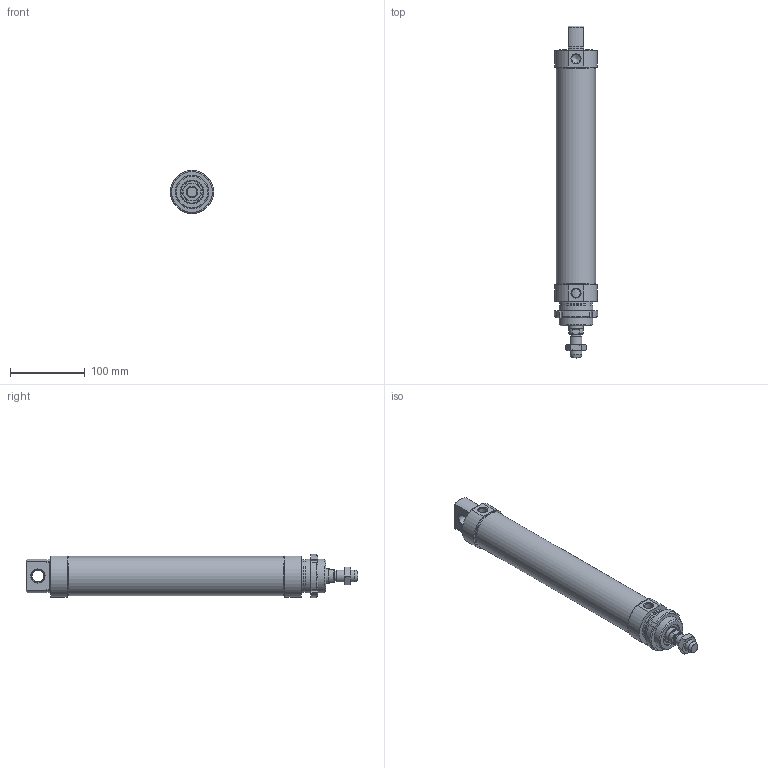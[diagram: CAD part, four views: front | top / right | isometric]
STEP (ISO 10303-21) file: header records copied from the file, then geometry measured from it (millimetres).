
FILE_DESCRIPTION(/* description */ (''),/* implementation_level */ '2;1');
FILE_NAME(/* name */ 'ODM050.250.GS.M.stp',/* time_stamp */ '2019-09-20T16:37:47+02:00',/* author */ ('carlo.corazza'),/* organization */ (''),/* preprocessor_version */ 'ST-DEVELOPER v16.5',/* originating_system */ 'Autodesk Inventor 2017',/* authorisation */ '');
FILE_SCHEMA (('AUTOMOTIVE_DESIGN { 1 0 10303 214 3 1 1 }'));
Length unit declared in the file: millimetre
Products named in the file (7): ODM050.250.GS.M; 29.2016.000.0; CORPO-250; GHI050.063; STELO-250; TA; TP
Assembly tree (6 placements, depth 2):
  ODM050.250.GS.M
    29.2016.000.0
    CORPO-250
    GHI050.063
    STELO-250
    TA
    TP
Bounding box: 58 x 445 x 58 mm (x, y, z)
Volume: 349612 mm3; surface area: 158583.4 mm2
Topology: 6 solids, 6 shells, 173 faces, 402 edges, 257 vertices
Faces by surface type: plane 69, cone 54, cylinder 40, torus 10
Full cylindrical faces by diameter (mm): 5 x1, 11.445 x2, 12 x1, 13.5 x1, 14.376 x1, 16 x1, 17 x1, 18 x1, 19.5 x1, 20 x1, 20.8 x1, 20.847 x1, 22 x1, 23 x1, 24 x1, 30 x2, 43 x1, 43.376 x1, 45 x3, 50 x1, 52.4 x3
Entity records: 4857 total; most frequent: CARTESIAN_POINT 894, DIRECTION 816, ORIENTED_EDGE 632, AXIS2_PLACEMENT_3D 348, EDGE_CURVE 316, EDGE_LOOP 266, VERTEX_POINT 234, FACE_OUTER_BOUND 173
